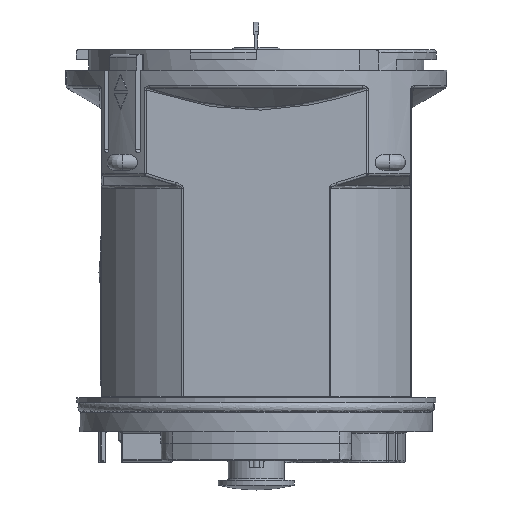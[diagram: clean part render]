
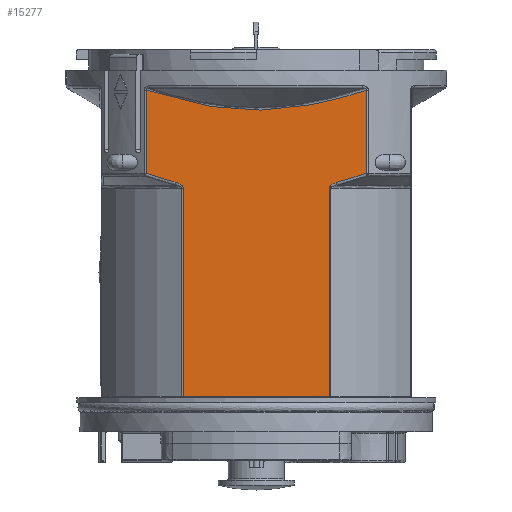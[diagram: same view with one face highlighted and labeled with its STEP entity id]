
A CAD part, left-side view. The second image highlights one B-rep face of the part: STEP entity #15277.
In plain terms, the highlighted planar face has unit normal (-1, 0, 0).
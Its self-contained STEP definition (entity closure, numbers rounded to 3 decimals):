
#681=PLANE('',#16537);
#1020=LINE('',#24751,#1839);
#1021=LINE('',#24788,#1840);
#1022=LINE('',#24874,#1841);
#1023=LINE('',#24877,#1842);
#1024=LINE('',#24890,#1843);
#1839=VECTOR('',#18807,10.);
#1840=VECTOR('',#18816,10.);
#1841=VECTOR('',#18827,10.);
#1842=VECTOR('',#18830,10.);
#1843=VECTOR('',#18831,10.);
#2794=FACE_OUTER_BOUND('',#3728,.T.);
#3728=EDGE_LOOP('',(#10188,#10189,#10190,#10191,#10192,#10193,#10194,#10195,
#10196,#10197));
#5625=B_SPLINE_CURVE_WITH_KNOTS('',3,(#24821,#24822,#24823,#24824,#24825,
#24826),.UNSPECIFIED.,.F.,.F.,(4,1,1,4),(-0.299,-0.128,
-0.085,0.),.UNSPECIFIED.);
#5626=B_SPLINE_CURVE_WITH_KNOTS('',3,(#24848,#24849,#24850,#24851),
 .UNSPECIFIED.,.F.,.F.,(4,4),(-0.987,0.),.UNSPECIFIED.);
#5630=B_SPLINE_CURVE_WITH_KNOTS('',3,(#24879,#24880,#24881,#24882),
 .UNSPECIFIED.,.F.,.F.,(4,4),(-0.987,0.),.UNSPECIFIED.);
#5631=B_SPLINE_CURVE_WITH_KNOTS('',3,(#24884,#24885,#24886,#24887,#24888,
#24889),.UNSPECIFIED.,.F.,.F.,(4,1,1,4),(-0.299,-0.214,
-0.128,0.),.UNSPECIFIED.);
#5632=B_SPLINE_CURVE_WITH_KNOTS('',3,(#24891,#24892,#24893,#24894,#24895,
#24896,#24897),.UNSPECIFIED.,.F.,.F.,(4,1,1,1,4),(-7.214,-5.196,
-3.17,-2.157,-0.14),.UNSPECIFIED.);
#6086=VERTEX_POINT('',#23907);
#6091=VERTEX_POINT('',#23960);
#6199=VERTEX_POINT('',#24750);
#6200=VERTEX_POINT('',#24777);
#6201=VERTEX_POINT('',#24786);
#6202=VERTEX_POINT('',#24819);
#6203=VERTEX_POINT('',#24867);
#6204=VERTEX_POINT('',#24876);
#6205=VERTEX_POINT('',#24878);
#6206=VERTEX_POINT('',#24883);
#7717=EDGE_CURVE('',#6091,#6199,#1020,.T.);
#7722=EDGE_CURVE('',#6201,#6200,#1021,.T.);
#7724=EDGE_CURVE('',#6202,#6201,#5625,.T.);
#7726=EDGE_CURVE('',#6199,#6202,#5626,.T.);
#7730=EDGE_CURVE('',#6200,#6203,#1022,.T.);
#7731=EDGE_CURVE('',#6204,#6086,#1023,.T.);
#7732=EDGE_CURVE('',#6205,#6204,#5630,.T.);
#7733=EDGE_CURVE('',#6206,#6205,#5631,.T.);
#7734=EDGE_CURVE('',#6203,#6206,#1024,.T.);
#7735=EDGE_CURVE('',#6086,#6091,#5632,.T.);
#10188=ORIENTED_EDGE('',*,*,#7731,.F.);
#10189=ORIENTED_EDGE('',*,*,#7732,.F.);
#10190=ORIENTED_EDGE('',*,*,#7733,.F.);
#10191=ORIENTED_EDGE('',*,*,#7734,.F.);
#10192=ORIENTED_EDGE('',*,*,#7730,.F.);
#10193=ORIENTED_EDGE('',*,*,#7722,.F.);
#10194=ORIENTED_EDGE('',*,*,#7724,.F.);
#10195=ORIENTED_EDGE('',*,*,#7726,.F.);
#10196=ORIENTED_EDGE('',*,*,#7717,.F.);
#10197=ORIENTED_EDGE('',*,*,#7735,.F.);
#15277=ADVANCED_FACE('',(#2794),#681,.T.);
#16537=AXIS2_PLACEMENT_3D('',#24875,#18828,#18829);
#18807=DIRECTION('',(0.,0.,-1.));
#18816=DIRECTION('',(0.,0.,-1.));
#18827=DIRECTION('',(0.,1.,0.));
#18828=DIRECTION('center_axis',(-1.,0.,0.));
#18829=DIRECTION('ref_axis',(0.,1.,0.));
#18830=DIRECTION('',(0.,0.,1.));
#18831=DIRECTION('',(0.,0.,1.));
#23907=CARTESIAN_POINT('',(-6.981,233.928,165.825));
#23960=CARTESIAN_POINT('',(-6.981,164.619,165.825));
#24750=CARTESIAN_POINT('',(-6.981,164.619,139.658));
#24751=CARTESIAN_POINT('',(-6.981,164.619,172.616));
#24777=CARTESIAN_POINT('',(-6.981,176.275,69.566));
#24786=CARTESIAN_POINT('',(-6.981,176.275,135.039));
#24788=CARTESIAN_POINT('',(-6.981,176.275,66.366));
#24819=CARTESIAN_POINT('',(-6.981,174.056,136.771));
#24821=CARTESIAN_POINT('Ctrl Pts',(-6.981,174.056,136.771));
#24822=CARTESIAN_POINT('Ctrl Pts',(-6.981,174.606,136.623));
#24823=CARTESIAN_POINT('Ctrl Pts',(-6.981,175.286,136.358));
#24824=CARTESIAN_POINT('Ctrl Pts',(-6.981,176.053,135.718));
#24825=CARTESIAN_POINT('Ctrl Pts',(-6.981,176.275,135.324));
#24826=CARTESIAN_POINT('Ctrl Pts',(-6.981,176.275,135.039));
#24848=CARTESIAN_POINT('Ctrl Pts',(-6.981,164.619,139.658));
#24849=CARTESIAN_POINT('Ctrl Pts',(-6.981,167.735,138.601));
#24850=CARTESIAN_POINT('Ctrl Pts',(-6.981,170.879,137.627));
#24851=CARTESIAN_POINT('Ctrl Pts',(-6.981,174.056,136.771));
#24867=CARTESIAN_POINT('',(-6.981,222.272,69.566));
#24874=CARTESIAN_POINT('',(-6.981,187.661,69.566));
#24875=CARTESIAN_POINT('Origin',(-6.981,176.048,178.616));
#24876=CARTESIAN_POINT('',(-6.981,233.928,139.658));
#24877=CARTESIAN_POINT('',(-6.981,233.928,172.616));
#24878=CARTESIAN_POINT('',(-6.981,224.491,136.771));
#24879=CARTESIAN_POINT('Ctrl Pts',(-6.981,224.491,136.771));
#24880=CARTESIAN_POINT('Ctrl Pts',(-6.981,227.668,137.627));
#24881=CARTESIAN_POINT('Ctrl Pts',(-6.981,230.812,138.601));
#24882=CARTESIAN_POINT('Ctrl Pts',(-6.981,233.928,139.658));
#24883=CARTESIAN_POINT('',(-6.981,222.272,135.039));
#24884=CARTESIAN_POINT('Ctrl Pts',(-6.981,222.272,135.039));
#24885=CARTESIAN_POINT('Ctrl Pts',(-6.981,222.272,135.324));
#24886=CARTESIAN_POINT('Ctrl Pts',(-6.981,222.574,135.844));
#24887=CARTESIAN_POINT('Ctrl Pts',(-6.981,223.407,136.409));
#24888=CARTESIAN_POINT('Ctrl Pts',(-6.981,224.079,136.66));
#24889=CARTESIAN_POINT('Ctrl Pts',(-6.981,224.491,136.771));
#24890=CARTESIAN_POINT('',(-6.981,222.272,66.366));
#24891=CARTESIAN_POINT('Ctrl Pts',(-6.981,233.928,165.825));
#24892=CARTESIAN_POINT('Ctrl Pts',(-6.981,227.544,163.718));
#24893=CARTESIAN_POINT('Ctrl Pts',(-6.981,214.493,160.155));
#24894=CARTESIAN_POINT('Ctrl Pts',(-6.981,197.562,159.083));
#24895=CARTESIAN_POINT('Ctrl Pts',(-6.981,180.785,161.076));
#24896=CARTESIAN_POINT('Ctrl Pts',(-6.981,171.003,163.719));
#24897=CARTESIAN_POINT('Ctrl Pts',(-6.981,164.619,165.825));
